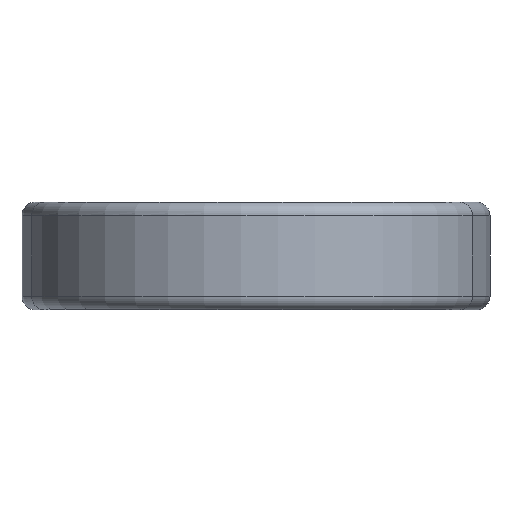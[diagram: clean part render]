
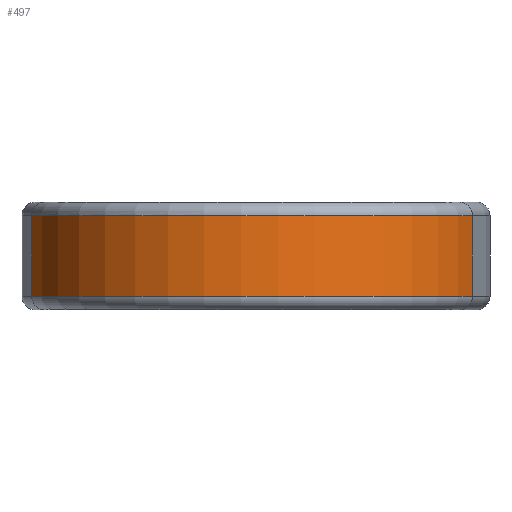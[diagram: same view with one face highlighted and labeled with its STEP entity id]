
A CAD part, front view. The second image highlights one B-rep face of the part: STEP entity #497.
In plain terms, the highlighted cylindrical face has radius 8.48 mm (diameter 16.959 mm), a partial arc.
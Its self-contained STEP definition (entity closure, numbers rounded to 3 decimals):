
#23=LINE('',#1025,#35);
#24=LINE('',#1029,#36);
#35=VECTOR('',#681,10.);
#36=VECTOR('',#686,10.);
#47=CYLINDRICAL_SURFACE('',#567,8.48);
#69=FACE_OUTER_BOUND('',#103,.T.);
#103=EDGE_LOOP('',(#361,#362,#363,#364));
#145=CIRCLE('',#558,8.48);
#151=CIRCLE('',#568,8.48);
#207=VERTEX_POINT('',#942);
#212=VERTEX_POINT('',#997);
#215=VERTEX_POINT('',#1024);
#216=VERTEX_POINT('',#1028);
#263=EDGE_CURVE('',#207,#212,#145,.T.);
#270=EDGE_CURVE('',#212,#215,#23,.T.);
#272=EDGE_CURVE('',#207,#216,#24,.T.);
#273=EDGE_CURVE('',#215,#216,#151,.T.);
#361=ORIENTED_EDGE('',*,*,#263,.F.);
#362=ORIENTED_EDGE('',*,*,#272,.T.);
#363=ORIENTED_EDGE('',*,*,#273,.F.);
#364=ORIENTED_EDGE('',*,*,#270,.F.);
#497=ADVANCED_FACE('',(#69),#47,.T.);
#558=AXIS2_PLACEMENT_3D('',#1012,#663,#664);
#567=AXIS2_PLACEMENT_3D('',#1027,#684,#685);
#568=AXIS2_PLACEMENT_3D('',#1030,#687,#688);
#663=DIRECTION('center_axis',(0.,0.,-1.));
#664=DIRECTION('ref_axis',(-0.066,-0.998,0.));
#681=DIRECTION('',(0.,0.,1.));
#684=DIRECTION('center_axis',(0.,0.,1.));
#685=DIRECTION('ref_axis',(-0.982,-0.19,0.));
#686=DIRECTION('',(0.,0.,1.));
#687=DIRECTION('center_axis',(0.,0.,1.));
#688=DIRECTION('ref_axis',(-0.066,-0.998,0.));
#942=CARTESIAN_POINT('',(8.042,-26.713,0.5));
#997=CARTESIAN_POINT('',(-8.325,-25.637,0.5));
#1012=CARTESIAN_POINT('Origin',(0.,-24.024,0.5));
#1024=CARTESIAN_POINT('',(-8.325,-25.637,3.5));
#1025=CARTESIAN_POINT('',(-8.325,-25.637,0.3));
#1027=CARTESIAN_POINT('Origin',(0.,-24.024,0.3));
#1028=CARTESIAN_POINT('',(8.042,-26.713,3.5));
#1029=CARTESIAN_POINT('',(8.042,-26.713,0.3));
#1030=CARTESIAN_POINT('Origin',(0.,-24.024,3.5));
